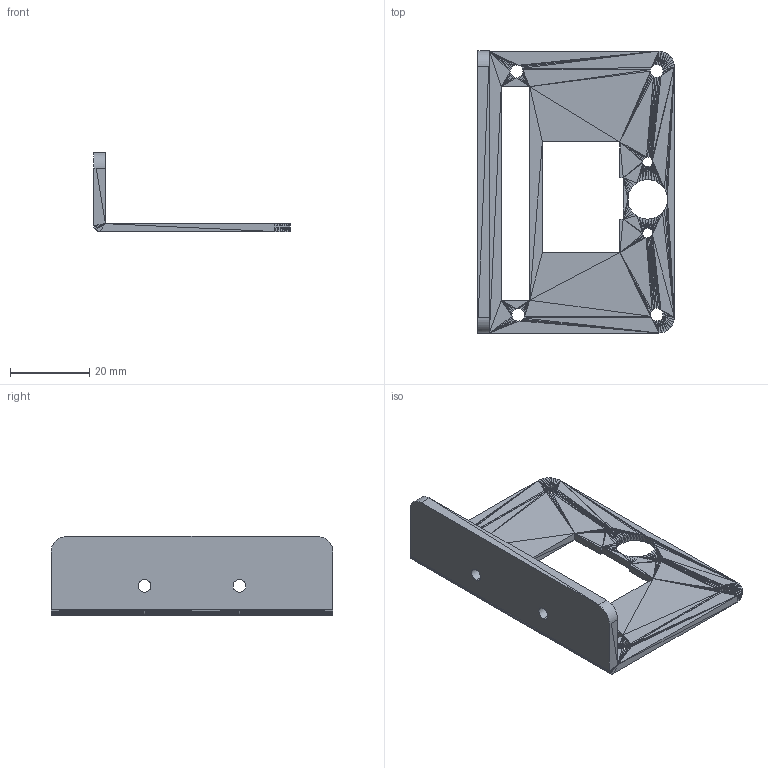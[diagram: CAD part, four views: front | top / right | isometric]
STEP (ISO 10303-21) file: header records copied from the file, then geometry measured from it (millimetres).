
FILE_DESCRIPTION (( 'STEP AP214' ), '1' );
FILE_NAME ('K230 Stand.STEP', '2025-07-30T04:48:02', ( '' ), ( '' ), 'SwSTEP 2.0', 'SolidWorks 2024', '' );
FILE_SCHEMA (( 'AUTOMOTIVE_DESIGN' ));
Length unit declared in the file: millimetre
Products named in the file (1): K230 Stand
Bounding box: 49.8 x 71.3 x 20 mm (x, y, z)
Volume: 8700.8 mm3; surface area: 8677.3 mm2
Topology: 1 solids, 1 shells, 1017 faces, 1543 edges, 509 vertices
Faces by surface type: plane 1011, cylinder 6
Entity records: 20007 total; most frequent: DIRECTION 3594, ORIENTED_EDGE 3086, CARTESIAN_POINT 3070, EDGE_CURVE 1543, VECTOR 1528, LINE 1528, AXIS2_PLACEMENT_3D 1033, EDGE_LOOP 1020
